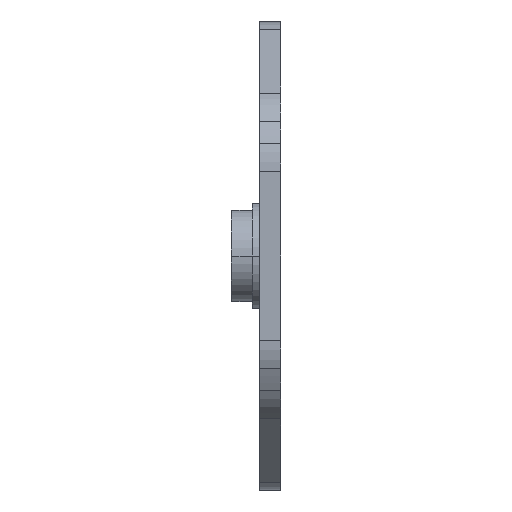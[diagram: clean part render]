
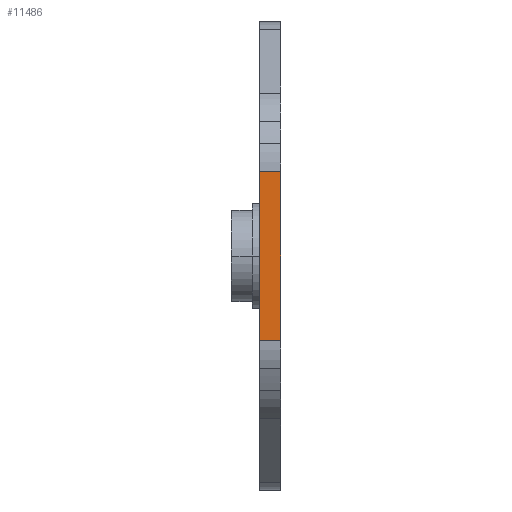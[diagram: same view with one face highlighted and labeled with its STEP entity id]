
A CAD part, left-side view. The second image highlights one B-rep face of the part: STEP entity #11486.
In plain terms, the highlighted planar face has unit normal (-1, 0, 0).
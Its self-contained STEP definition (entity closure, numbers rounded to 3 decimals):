
#1122=DIRECTION('',(0.,0.,-1.));
#1123=VECTOR('',#1122,241.164);
#1124=CARTESIAN_POINT('',(-374.7,0.,120.582));
#1125=LINE('',#1124,#1123);
#2993=DIRECTION('',(0.,0.,-1.));
#2994=VECTOR('',#2993,241.164);
#2995=CARTESIAN_POINT('',(-374.7,-30.,120.582));
#2996=LINE('',#2995,#2994);
#4916=DIRECTION('',(0.,1.,0.));
#4917=VECTOR('',#4916,30.);
#4918=CARTESIAN_POINT('',(-374.7,-30.,-120.582));
#4919=LINE('',#4918,#4917);
#4923=DIRECTION('',(0.,-1.,0.));
#4924=VECTOR('',#4923,30.);
#4925=CARTESIAN_POINT('',(-374.7,0.,120.582));
#4926=LINE('',#4925,#4924);
#7720=CARTESIAN_POINT('',(-374.7,0.,
-120.582));
#7722=VERTEX_POINT('',#7720);
#7723=CARTESIAN_POINT('',(-374.7,-30.,-120.582));
#7724=VERTEX_POINT('',#7723);
#7728=CARTESIAN_POINT('',(-374.7,-30.,120.582));
#7730=VERTEX_POINT('',#7728);
#7731=CARTESIAN_POINT('',(-374.7,0.,120.582));
#7732=VERTEX_POINT('',#7731);
#11474=CARTESIAN_POINT('',(-374.7,0.,140.));
#11475=DIRECTION('',(1.,0.,0.));
#11476=DIRECTION('',(0.,0.,-1.));
#11477=AXIS2_PLACEMENT_3D('',#11474,#11475,#11476);
#11478=PLANE('',#11477);
#11480=ORIENTED_EDGE('',*,*,#11479,.T.);
#11481=ORIENTED_EDGE('',*,*,#8816,.F.);
#11482=ORIENTED_EDGE('',*,*,#11467,.T.);
#11483=ORIENTED_EDGE('',*,*,#9549,.T.);
#11484=EDGE_LOOP('',(#11480,#11481,#11482,#11483));
#11485=FACE_OUTER_BOUND('',#11484,.F.);
#8816=EDGE_CURVE('',#7732,#7722,#1125,.T.);
#9549=EDGE_CURVE('',#7730,#7724,#2996,.T.);
#11467=EDGE_CURVE('',#7732,#7730,#4926,.T.);
#11479=EDGE_CURVE('',#7724,#7722,#4919,.T.);
#11486=ADVANCED_FACE('',(#11485),#11478,.F.);
